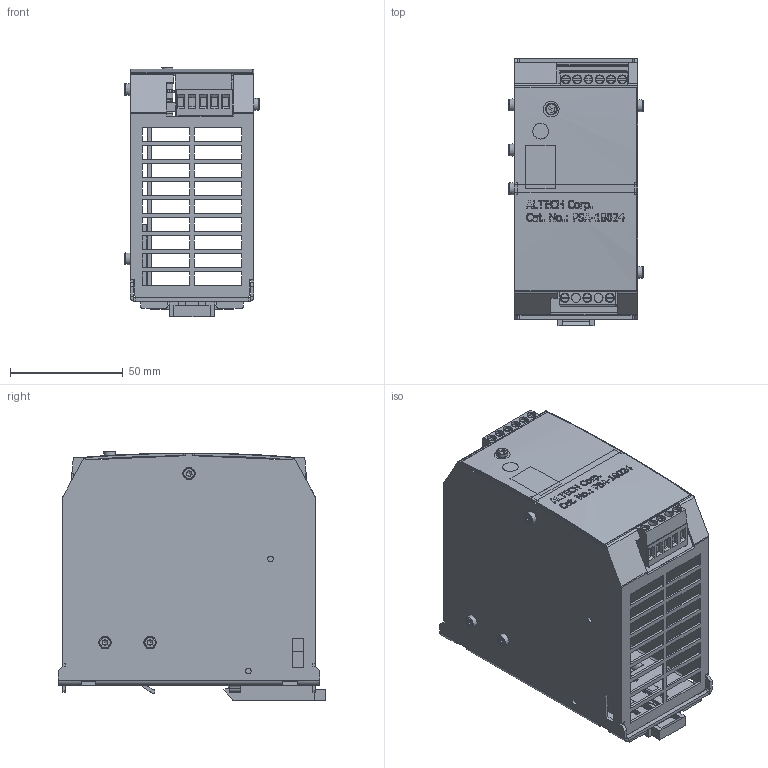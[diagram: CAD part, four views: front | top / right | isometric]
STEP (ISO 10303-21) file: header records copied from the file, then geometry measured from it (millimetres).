
FILE_DESCRIPTION((''),'2;1');
FILE_NAME('ALTECH-PSA-18024.stp','2012-06-14T11:54:44',('CAD Station'),(''),'Autodesk Inventor 2013','Autodesk Inventor 2013','');
FILE_SCHEMA(('CONFIG_CONTROL_DESIGN'));
Length unit declared in the file: inch
Products named in the file (1): ALTECH-PSA-18024
Bounding box: 59.8 x 118.65 x 110.6 mm (x, y, z)
Volume: 94475.6 mm3; surface area: 118543.7 mm2
Topology: 1 solids, 7 shells, 2147 faces, 5973 edges, 3887 vertices
Faces by surface type: plane 1520, cylinder 400, bspline 153, torus 38, cone 32, sphere 4
Full cylindrical faces by diameter (mm): 1 x38, 1.4 x9, 1.52 x4, 2 x4, 2.3 x4, 2.5 x2, 2.675 x5, 2.8 x4, 3 x5, 3.1 x2, 3.3 x3, 3.85 x9, 4 x11, 4.7 x2, 5 x4, 9 x1
Entity records: 75574 total; most frequent: CARTESIAN_POINT 19317, ORIENTED_EDGE 11496, DIRECTION 10186, EDGE_CURVE 5748, VECTOR 4208, LINE 4208, VERTEX_POINT 3828, AXIS2_PLACEMENT_3D 2989
